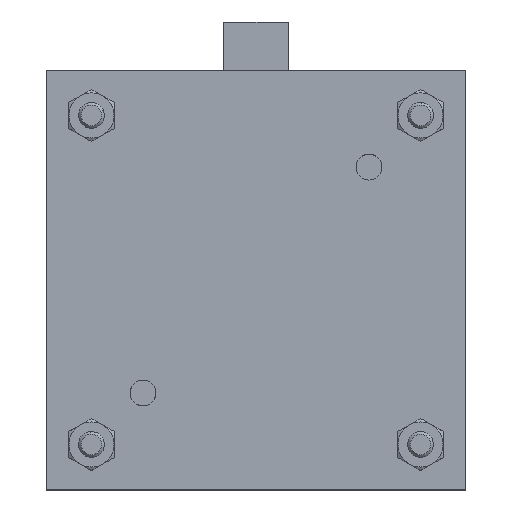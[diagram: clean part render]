
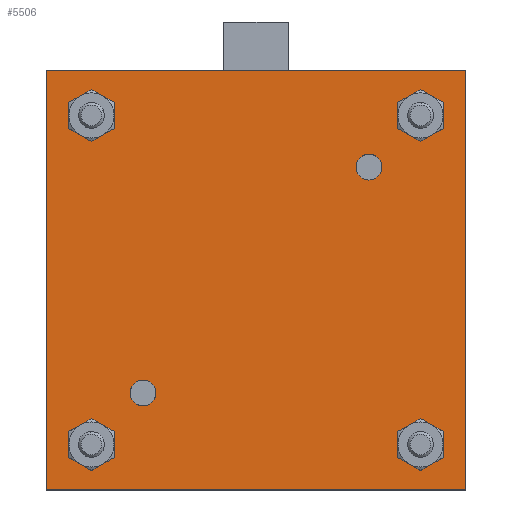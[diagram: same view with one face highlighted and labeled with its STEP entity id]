
A CAD part, top view. The second image highlights one B-rep face of the part: STEP entity #5506.
In plain terms, the highlighted face is planar.
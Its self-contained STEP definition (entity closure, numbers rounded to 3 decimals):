
#10 = EDGE_CURVE ( 'NONE', #1910, #5561, #1921, .T. ) ;
#31 = AXIS2_PLACEMENT_3D ( 'NONE', #4686, #373, #193 ) ;
#81 = EDGE_CURVE ( 'NONE', #1545, #4204, #5649, .T. ) ;
#93 = CARTESIAN_POINT ( 'NONE',  ( 15.5, 5., -17.5 ) ) ;
#115 = VECTOR ( 'NONE', #7263, 1000. ) ;
#193 = DIRECTION ( 'NONE',  ( -1., 0., 0. ) ) ;
#239 = DIRECTION ( 'NONE',  ( 0., 0., 1. ) ) ;
#274 = CARTESIAN_POINT ( 'NONE',  ( -32.5, 5., -32.5 ) ) ;
#279 = FACE_BOUND ( 'NONE', #601, .T. ) ;
#373 = DIRECTION ( 'NONE',  ( 0., -1., 0. ) ) ;
#398 = LINE ( 'NONE', #4750, #3039 ) ;
#440 = DIRECTION ( 'NONE',  ( -1., 0., 0. ) ) ;
#500 = CIRCLE ( 'NONE', #4537, 2. ) ;
#601 = EDGE_LOOP ( 'NONE', ( #7114, #8126 ) ) ;
#605 = CIRCLE ( 'NONE', #5252, 2. ) ;
#618 = DIRECTION ( 'NONE',  ( 0., -1., 0. ) ) ;
#960 = VERTEX_POINT ( 'NONE', #4632 ) ;
#963 = DIRECTION ( 'NONE',  ( -1., 0., 0. ) ) ;
#990 = DIRECTION ( 'NONE',  ( -1., 0., 0. ) ) ;
#992 = FACE_BOUND ( 'NONE', #2394, .T. ) ;
#1036 = FACE_BOUND ( 'NONE', #3958, .T. ) ;
#1087 = CARTESIAN_POINT ( 'NONE',  ( 17.5, 5., -17.5 ) ) ;
#1088 = FACE_BOUND ( 'NONE', #6591, .T. ) ;
#1113 = VERTEX_POINT ( 'NONE', #8887 ) ;
#1177 = CARTESIAN_POINT ( 'NONE',  ( 25.5, 5., 25.5 ) ) ;
#1367 = AXIS2_PLACEMENT_3D ( 'NONE', #6641, #8061, #5987 ) ;
#1545 = VERTEX_POINT ( 'NONE', #6080 ) ;
#1672 = DIRECTION ( 'NONE',  ( -1., 0., 0. ) ) ;
#1687 = CARTESIAN_POINT ( 'NONE',  ( -25.5, 5., 25.5 ) ) ;
#1815 = CARTESIAN_POINT ( 'NONE',  ( -17.5, 5., 17.5 ) ) ;
#1878 = LINE ( 'NONE', #4538, #2524 ) ;
#1910 = VERTEX_POINT ( 'NONE', #7533 ) ;
#1921 = CIRCLE ( 'NONE', #7617, 2. ) ;
#1957 = ORIENTED_EDGE ( 'NONE', *, *, #6741, .T. ) ;
#1978 = CARTESIAN_POINT ( 'NONE',  ( -19.5, 5., 17.5 ) ) ;
#1980 = DIRECTION ( 'NONE',  ( -1., 0., 0. ) ) ;
#2076 = ORIENTED_EDGE ( 'NONE', *, *, #4451, .T. ) ;
#2090 = CARTESIAN_POINT ( 'NONE',  ( 25.5, 5., -25.5 ) ) ;
#2156 = AXIS2_PLACEMENT_3D ( 'NONE', #1177, #4022, #6890 ) ;
#2225 = DIRECTION ( 'NONE',  ( -1., 0., 0. ) ) ;
#2232 = EDGE_CURVE ( 'NONE', #1113, #8775, #8497, .T. ) ;
#2280 = CARTESIAN_POINT ( 'NONE',  ( -23.5, 5., 25.5 ) ) ;
#2335 = VERTEX_POINT ( 'NONE', #2280 ) ;
#2344 = EDGE_CURVE ( 'NONE', #960, #5621, #3415, .T. ) ;
#2349 = CARTESIAN_POINT ( 'NONE',  ( 25.5, 5., 25.5 ) ) ;
#2387 = EDGE_CURVE ( 'NONE', #4204, #6420, #1878, .T. ) ;
#2394 = EDGE_LOOP ( 'NONE', ( #8680, #1957 ) ) ;
#2524 = VECTOR ( 'NONE', #6740, 1000. ) ;
#2633 = DIRECTION ( 'NONE',  ( 0., -1., 0. ) ) ;
#2863 = LINE ( 'NONE', #7946, #4339 ) ;
#3003 = CIRCLE ( 'NONE', #6455, 2. ) ;
#3009 = CARTESIAN_POINT ( 'NONE',  ( 32.5, 5., 32.5 ) ) ;
#3039 = VECTOR ( 'NONE', #1980, 1000. ) ;
#3135 = PLANE ( 'NONE',  #8551 ) ;
#3211 = CARTESIAN_POINT ( 'NONE',  ( -27.5, 5., 25.5 ) ) ;
#3255 = ORIENTED_EDGE ( 'NONE', *, *, #8165, .T. ) ;
#3308 = EDGE_CURVE ( 'NONE', #7976, #2335, #8981, .T. ) ;
#3326 = CARTESIAN_POINT ( 'NONE',  ( -32.5, 5., 32.5 ) ) ;
#3415 = CIRCLE ( 'NONE', #3729, 2. ) ;
#3436 = CIRCLE ( 'NONE', #5091, 2. ) ;
#3453 = ORIENTED_EDGE ( 'NONE', *, *, #3547, .T. ) ;
#3518 = VERTEX_POINT ( 'NONE', #3734 ) ;
#3547 = EDGE_CURVE ( 'NONE', #6419, #3548, #7650, .T. ) ;
#3548 = VERTEX_POINT ( 'NONE', #1978 ) ;
#3729 = AXIS2_PLACEMENT_3D ( 'NONE', #7310, #5896, #5182 ) ;
#3734 = CARTESIAN_POINT ( 'NONE',  ( 19.5, 5., -17.5 ) ) ;
#3749 = FACE_BOUND ( 'NONE', #9189, .T. ) ;
#3803 = FACE_BOUND ( 'NONE', #5443, .T. ) ;
#3939 = DIRECTION ( 'NONE',  ( 0., 1., 0. ) ) ;
#3958 = EDGE_LOOP ( 'NONE', ( #4960, #8839 ) ) ;
#3970 = EDGE_LOOP ( 'NONE', ( #3255, #7586, #6116, #3979 ) ) ;
#3979 = ORIENTED_EDGE ( 'NONE', *, *, #4013, .T. ) ;
#4013 = EDGE_CURVE ( 'NONE', #6420, #4789, #2863, .T. ) ;
#4022 = DIRECTION ( 'NONE',  ( 0., -1., 0. ) ) ;
#4040 = AXIS2_PLACEMENT_3D ( 'NONE', #5832, #7813, #2225 ) ;
#4204 = VERTEX_POINT ( 'NONE', #3326 ) ;
#4339 = VECTOR ( 'NONE', #8590, 1000. ) ;
#4369 = CIRCLE ( 'NONE', #31, 2. ) ;
#4451 = EDGE_CURVE ( 'NONE', #2335, #7976, #605, .T. ) ;
#4492 = CARTESIAN_POINT ( 'NONE',  ( 0., 5., 0. ) ) ;
#4504 = EDGE_CURVE ( 'NONE', #3518, #9001, #3436, .T. ) ;
#4515 = DIRECTION ( 'NONE',  ( 0., -1., 0. ) ) ;
#4537 = AXIS2_PLACEMENT_3D ( 'NONE', #7585, #2633, #440 ) ;
#4538 = CARTESIAN_POINT ( 'NONE',  ( -32.5, 5., 32.5 ) ) ;
#4618 = AXIS2_PLACEMENT_3D ( 'NONE', #2349, #4515, #963 ) ;
#4632 = CARTESIAN_POINT ( 'NONE',  ( -27.5, 5., -25.5 ) ) ;
#4671 = DIRECTION ( 'NONE',  ( 0., -1., 0. ) ) ;
#4686 = CARTESIAN_POINT ( 'NONE',  ( 25.5, 5., -25.5 ) ) ;
#4750 = CARTESIAN_POINT ( 'NONE',  ( 32.5, 5., -32.5 ) ) ;
#4789 = VERTEX_POINT ( 'NONE', #6792 ) ;
#4799 = ORIENTED_EDGE ( 'NONE', *, *, #3308, .T. ) ;
#4960 = ORIENTED_EDGE ( 'NONE', *, *, #5543, .T. ) ;
#5091 = AXIS2_PLACEMENT_3D ( 'NONE', #1087, #7315, #990 ) ;
#5120 = CARTESIAN_POINT ( 'NONE',  ( -15.5, 5., 17.5 ) ) ;
#5182 = DIRECTION ( 'NONE',  ( -1., 0., 0. ) ) ;
#5252 = AXIS2_PLACEMENT_3D ( 'NONE', #1687, #8759, #8208 ) ;
#5352 = ORIENTED_EDGE ( 'NONE', *, *, #4504, .T. ) ;
#5443 = EDGE_LOOP ( 'NONE', ( #4799, #2076 ) ) ;
#5499 = ORIENTED_EDGE ( 'NONE', *, *, #7765, .T. ) ;
#5506 = ADVANCED_FACE ( 'NONE', ( #8209, #1036, #992, #3803, #279, #1088, #3749 ), #3135, .T. ) ;
#5543 = EDGE_CURVE ( 'NONE', #5561, #1910, #4369, .T. ) ;
#5561 = VERTEX_POINT ( 'NONE', #6691 ) ;
#5621 = VERTEX_POINT ( 'NONE', #8296 ) ;
#5649 = LINE ( 'NONE', #274, #115 ) ;
#5832 = CARTESIAN_POINT ( 'NONE',  ( -25.5, 5., 25.5 ) ) ;
#5896 = DIRECTION ( 'NONE',  ( 0., -1., 0. ) ) ;
#5987 = DIRECTION ( 'NONE',  ( -1., 0., 0. ) ) ;
#6080 = CARTESIAN_POINT ( 'NONE',  ( -32.5, 5., -32.5 ) ) ;
#6116 = ORIENTED_EDGE ( 'NONE', *, *, #2387, .T. ) ;
#6408 = DIRECTION ( 'NONE',  ( 0., -1., 0. ) ) ;
#6419 = VERTEX_POINT ( 'NONE', #5120 ) ;
#6420 = VERTEX_POINT ( 'NONE', #3009 ) ;
#6455 = AXIS2_PLACEMENT_3D ( 'NONE', #9226, #618, #7132 ) ;
#6564 = ORIENTED_EDGE ( 'NONE', *, *, #7288, .T. ) ;
#6591 = EDGE_LOOP ( 'NONE', ( #5499, #5352 ) ) ;
#6641 = CARTESIAN_POINT ( 'NONE',  ( -17.5, 5., 17.5 ) ) ;
#6691 = CARTESIAN_POINT ( 'NONE',  ( 23.5, 5., -25.5 ) ) ;
#6740 = DIRECTION ( 'NONE',  ( 1., 0., 0. ) ) ;
#6741 = EDGE_CURVE ( 'NONE', #5621, #960, #3003, .T. ) ;
#6792 = CARTESIAN_POINT ( 'NONE',  ( 32.5, 5., -32.5 ) ) ;
#6890 = DIRECTION ( 'NONE',  ( -1., 0., 0. ) ) ;
#7114 = ORIENTED_EDGE ( 'NONE', *, *, #9146, .T. ) ;
#7132 = DIRECTION ( 'NONE',  ( -1., 0., 0. ) ) ;
#7263 = DIRECTION ( 'NONE',  ( 0., 0., 1. ) ) ;
#7288 = EDGE_CURVE ( 'NONE', #3548, #6419, #7534, .T. ) ;
#7310 = CARTESIAN_POINT ( 'NONE',  ( -25.5, 5., -25.5 ) ) ;
#7315 = DIRECTION ( 'NONE',  ( 0., -1., 0. ) ) ;
#7533 = CARTESIAN_POINT ( 'NONE',  ( 27.5, 5., -25.5 ) ) ;
#7534 = CIRCLE ( 'NONE', #1367, 2. ) ;
#7585 = CARTESIAN_POINT ( 'NONE',  ( 17.5, 5., -17.5 ) ) ;
#7586 = ORIENTED_EDGE ( 'NONE', *, *, #81, .T. ) ;
#7617 = AXIS2_PLACEMENT_3D ( 'NONE', #2090, #6408, #9208 ) ;
#7650 = CIRCLE ( 'NONE', #7935, 2. ) ;
#7765 = EDGE_CURVE ( 'NONE', #9001, #3518, #500, .T. ) ;
#7813 = DIRECTION ( 'NONE',  ( 0., -1., 0. ) ) ;
#7935 = AXIS2_PLACEMENT_3D ( 'NONE', #1815, #4671, #1672 ) ;
#7946 = CARTESIAN_POINT ( 'NONE',  ( 32.5, 5., 32.5 ) ) ;
#7976 = VERTEX_POINT ( 'NONE', #3211 ) ;
#8061 = DIRECTION ( 'NONE',  ( 0., -1., 0. ) ) ;
#8126 = ORIENTED_EDGE ( 'NONE', *, *, #2232, .T. ) ;
#8165 = EDGE_CURVE ( 'NONE', #4789, #1545, #398, .T. ) ;
#8208 = DIRECTION ( 'NONE',  ( -1., 0., 0. ) ) ;
#8209 = FACE_OUTER_BOUND ( 'NONE', #3970, .T. ) ;
#8296 = CARTESIAN_POINT ( 'NONE',  ( -23.5, 5., -25.5 ) ) ;
#8434 = CARTESIAN_POINT ( 'NONE',  ( 23.5, 5., 25.5 ) ) ;
#8497 = CIRCLE ( 'NONE', #4618, 2. ) ;
#8551 = AXIS2_PLACEMENT_3D ( 'NONE', #4492, #3939, #239 ) ;
#8590 = DIRECTION ( 'NONE',  ( 0., 0., -1. ) ) ;
#8680 = ORIENTED_EDGE ( 'NONE', *, *, #2344, .T. ) ;
#8747 = CIRCLE ( 'NONE', #2156, 2. ) ;
#8759 = DIRECTION ( 'NONE',  ( 0., -1., 0. ) ) ;
#8775 = VERTEX_POINT ( 'NONE', #8434 ) ;
#8839 = ORIENTED_EDGE ( 'NONE', *, *, #10, .T. ) ;
#8887 = CARTESIAN_POINT ( 'NONE',  ( 27.5, 5., 25.5 ) ) ;
#8981 = CIRCLE ( 'NONE', #4040, 2. ) ;
#9001 = VERTEX_POINT ( 'NONE', #93 ) ;
#9146 = EDGE_CURVE ( 'NONE', #8775, #1113, #8747, .T. ) ;
#9189 = EDGE_LOOP ( 'NONE', ( #6564, #3453 ) ) ;
#9208 = DIRECTION ( 'NONE',  ( -1., 0., 0. ) ) ;
#9226 = CARTESIAN_POINT ( 'NONE',  ( -25.5, 5., -25.5 ) ) ;
